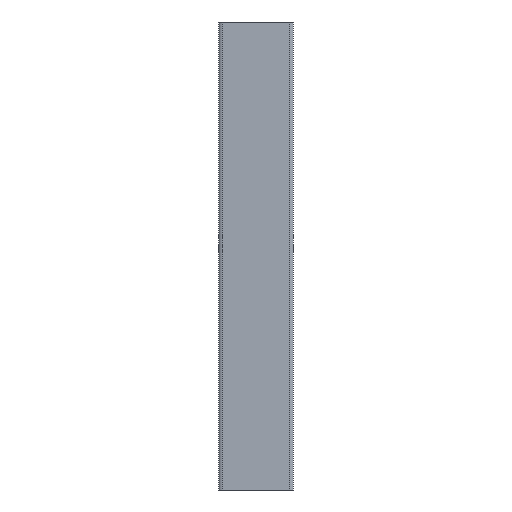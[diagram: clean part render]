
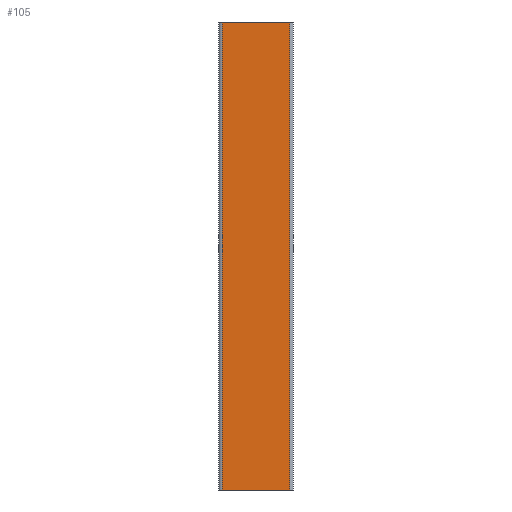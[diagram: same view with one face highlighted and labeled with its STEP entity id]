
A CAD part, front view. The second image highlights one B-rep face of the part: STEP entity #105.
In plain terms, the highlighted planar face has unit normal (0, -1, 0).
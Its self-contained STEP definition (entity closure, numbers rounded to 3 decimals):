
#96 = EDGE_LOOP ( 'NONE', ( #103, #138, #106, #111 ) ) ;
#103 = ORIENTED_EDGE ( 'NONE', *, *, #1829, .T. ) ;
#105 = ADVANCED_FACE ( 'NONE', ( #5011 ), #5007, .F. ) ;
#106 = ORIENTED_EDGE ( 'NONE', *, *, #1358, .F. ) ;
#111 = ORIENTED_EDGE ( 'NONE', *, *, #152, .T. ) ;
#138 = ORIENTED_EDGE ( 'NONE', *, *, #4122, .F. ) ;
#152 = EDGE_CURVE ( 'NONE', #1246, #1902, #5102, .T. ) ;
#1100 = VERTEX_POINT ( 'NONE', #3269 ) ;
#1246 = VERTEX_POINT ( 'NONE', #3510 ) ;
#1358 = EDGE_CURVE ( 'NONE', #1246, #1100, #3724, .T. ) ;
#1829 = EDGE_CURVE ( 'NONE', #1902, #1853, #5260, .T. ) ;
#1853 = VERTEX_POINT ( 'NONE', #5335 ) ;
#1902 = VERTEX_POINT ( 'NONE', #5382 ) ;
#3269 = CARTESIAN_POINT ( 'NONE',  ( -22598.718, -18706.196, 500. ) ) ;
#3510 = CARTESIAN_POINT ( 'NONE',  ( -22670.718, -18706.196, 500. ) ) ;
#3707 = DIRECTION ( 'NONE',  ( 1., 0., 0. ) ) ;
#3708 = VECTOR ( 'NONE', #3707, 1000. ) ;
#3709 = CARTESIAN_POINT ( 'NONE',  ( -22670.718, -18706.196, 500. ) ) ;
#3724 = LINE ( 'NONE', #3709, #3708 ) ;
#4122 = EDGE_CURVE ( 'NONE', #1100, #1853, #6433, .T. ) ;
#4968 = AXIS2_PLACEMENT_3D ( 'NONE', #5004, #4996, #4995 ) ;
#4995 = DIRECTION ( 'NONE',  ( 0., 0., 1. ) ) ;
#4996 = DIRECTION ( 'NONE',  ( 0., 1., 0. ) ) ;
#5004 = CARTESIAN_POINT ( 'NONE',  ( -22670.718, -18706.196, 500. ) ) ;
#5007 = PLANE ( 'NONE',  #4968 ) ;
#5011 = FACE_OUTER_BOUND ( 'NONE', #96, .T. ) ;
#5099 = DIRECTION ( 'NONE',  ( 0., 0., -1. ) ) ;
#5100 = VECTOR ( 'NONE', #5099, 1000. ) ;
#5101 = CARTESIAN_POINT ( 'NONE',  ( -22670.718, -18706.196, 500. ) ) ;
#5102 = LINE ( 'NONE', #5101, #5100 ) ;
#5258 = VECTOR ( 'NONE', #5318, 1000. ) ;
#5259 = CARTESIAN_POINT ( 'NONE',  ( -22670.718, -18706.196, 0. ) ) ;
#5260 = LINE ( 'NONE', #5259, #5258 ) ;
#5318 = DIRECTION ( 'NONE',  ( 1., 0., 0. ) ) ;
#5335 = CARTESIAN_POINT ( 'NONE',  ( -22598.718, -18706.196, 0. ) ) ;
#5382 = CARTESIAN_POINT ( 'NONE',  ( -22670.718, -18706.196, 0. ) ) ;
#6430 = DIRECTION ( 'NONE',  ( 0., 0., -1. ) ) ;
#6431 = VECTOR ( 'NONE', #6430, 1000. ) ;
#6432 = CARTESIAN_POINT ( 'NONE',  ( -22598.718, -18706.196, 500. ) ) ;
#6433 = LINE ( 'NONE', #6432, #6431 ) ;
